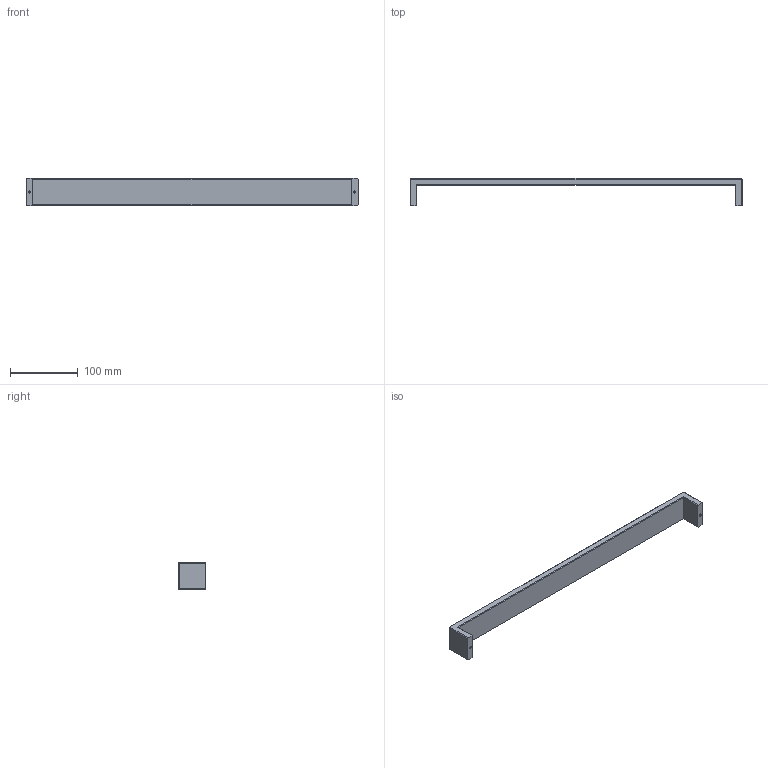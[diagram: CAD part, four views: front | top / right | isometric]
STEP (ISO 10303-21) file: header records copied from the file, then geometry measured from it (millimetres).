
FILE_DESCRIPTION(('Creo Elements/Direct Modeling STEP Export'),'2;1');
FILE_NAME('1739-490.stp','2019-03-19T 7:52:53',(''),(''),'Creo Elements/Direct Modeling STEP processor for AP214 (Solid Model)','Creo Elements/Direct Modeling 20.0 12-Nov-2016 (C) Parametric Technology GmbH','');
FILE_SCHEMA(('AUTOMOTIVE_DESIGN { 1 0 10303 214 1 1 1 1 }'));
Length unit declared in the file: millimetre
Products named in the file (1): 1739-490
Bounding box: 490 x 40 x 40 mm (x, y, z)
Volume: 218703.1 mm3; surface area: 54650.2 mm2
Topology: 1 solids, 1 shells, 38 faces, 94 edges, 58 vertices
Faces by surface type: plane 26, cylinder 8, cone 4
Entity records: 1096 total; most frequent: ORIENTED_EDGE 180, CARTESIAN_POINT 179, DIRECTION 168, EDGE_CURVE 90, VECTOR 74, LINE 74, VERTEX_POINT 58, AXIS2_PLACEMENT_3D 47
